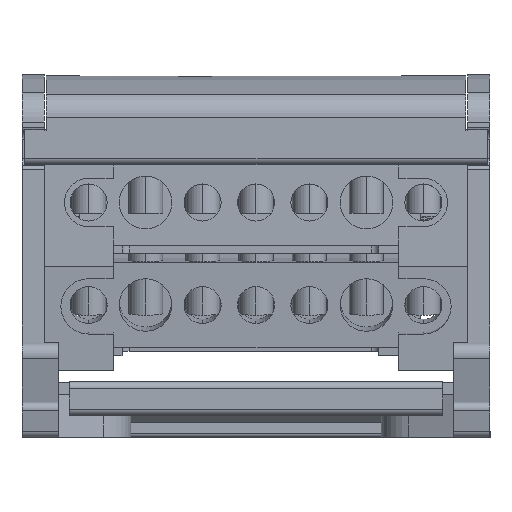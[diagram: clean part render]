
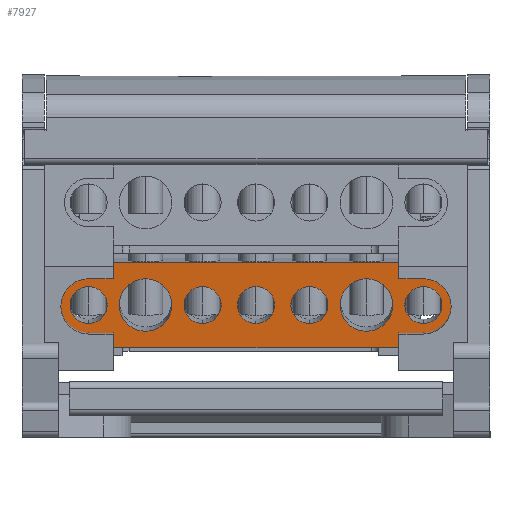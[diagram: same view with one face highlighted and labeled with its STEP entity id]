
A CAD part, left-side view. The second image highlights one B-rep face of the part: STEP entity #7927.
In plain terms, the highlighted planar face has unit normal (-0.996, 0, -0.089).
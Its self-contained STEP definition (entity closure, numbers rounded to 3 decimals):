
#6537=CARTESIAN_POINT('',(-60.305,-48.35,12.592));
#6538=DIRECTION('',(-0.996,0.,-0.089));
#6539=DIRECTION('',(0.089,0.,-0.996));
#6540=AXIS2_PLACEMENT_3D('',#6537,#6538,#6539);
#6545=CARTESIAN_POINT('',(-60.305,-48.35,12.592));
#6546=DIRECTION('',(-0.996,0.,-0.089));
#6547=DIRECTION('',(-0.089,0.,0.996));
#6548=AXIS2_PLACEMENT_3D('',#6545,#6546,#6547);
#6553=CARTESIAN_POINT('',(-60.305,-40.35,12.592));
#6554=DIRECTION('',(-0.996,0.,-0.089));
#6555=DIRECTION('',(0.089,0.,-0.996));
#6556=AXIS2_PLACEMENT_3D('',#6553,#6554,#6555);
#6561=CARTESIAN_POINT('',(-60.305,-40.35,12.592));
#6562=DIRECTION('',(-0.996,0.,-0.089));
#6563=DIRECTION('',(-0.089,0.,0.996));
#6564=AXIS2_PLACEMENT_3D('',#6561,#6562,#6563);
#6569=CARTESIAN_POINT('',(-60.305,-32.85,12.592));
#6570=DIRECTION('',(-0.996,0.,-0.089));
#6571=DIRECTION('',(0.089,0.,-0.996));
#6572=AXIS2_PLACEMENT_3D('',#6569,#6570,#6571);
#6577=CARTESIAN_POINT('',(-60.305,-32.85,12.592));
#6578=DIRECTION('',(-0.996,0.,-0.089));
#6579=DIRECTION('',(-0.089,0.,0.996));
#6580=AXIS2_PLACEMENT_3D('',#6577,#6578,#6579);
#6585=CARTESIAN_POINT('',(-60.305,-25.35,12.592));
#6586=DIRECTION('',(-0.996,0.,-0.089));
#6587=DIRECTION('',(0.089,0.,-0.996));
#6588=AXIS2_PLACEMENT_3D('',#6585,#6586,#6587);
#6593=CARTESIAN_POINT('',(-60.305,-25.35,12.592));
#6594=DIRECTION('',(-0.996,0.,-0.089));
#6595=DIRECTION('',(-0.089,0.,0.996));
#6596=AXIS2_PLACEMENT_3D('',#6593,#6594,#6595);
#6601=CARTESIAN_POINT('',(-60.305,-17.35,12.592));
#6602=DIRECTION('',(-0.996,0.,-0.089));
#6603=DIRECTION('',(0.089,0.,-0.996));
#6604=AXIS2_PLACEMENT_3D('',#6601,#6602,#6603);
#6609=CARTESIAN_POINT('',(-60.305,-17.35,12.592));
#6610=DIRECTION('',(-0.996,0.,-0.089));
#6611=DIRECTION('',(-0.089,0.,0.996));
#6612=AXIS2_PLACEMENT_3D('',#6609,#6610,#6611);
#6617=CARTESIAN_POINT('',(-60.305,-9.35,12.592));
#6618=DIRECTION('',(-0.996,0.,-0.089));
#6619=DIRECTION('',(0.089,0.,-0.996));
#6620=AXIS2_PLACEMENT_3D('',#6617,#6618,#6619);
#6625=CARTESIAN_POINT('',(-60.305,-9.35,12.592));
#6626=DIRECTION('',(-0.996,0.,-0.089));
#6627=DIRECTION('',(-0.089,0.,0.996));
#6628=AXIS2_PLACEMENT_3D('',#6625,#6626,#6627);
#6633=CARTESIAN_POINT('',(-60.305,-56.35,12.592));
#6634=DIRECTION('',(-0.996,0.,-0.089));
#6635=DIRECTION('',(0.089,0.,-0.996));
#6636=AXIS2_PLACEMENT_3D('',#6633,#6634,#6635);
#6641=CARTESIAN_POINT('',(-60.305,-56.35,12.592));
#6642=DIRECTION('',(-0.996,0.,-0.089));
#6643=DIRECTION('',(-0.089,0.,0.996));
#6644=AXIS2_PLACEMENT_3D('',#6641,#6642,#6643);
#6649=DIRECTION('',(0.,1.,0.));
#6650=VECTOR('',#6649,59.);
#6651=CARTESIAN_POINT('',(-60.84,-62.35,18.568));
#6652=LINE('',#6651,#6650);
#6775=DIRECTION('',(0.089,0.,-0.996));
#6776=VECTOR('',#6775,12.);
#6777=CARTESIAN_POINT('',(-60.84,-3.35,18.568));
#6778=LINE('',#6777,#6776);
#6789=DIRECTION('',(0.,-1.,0.));
#6790=VECTOR('',#6789,59.);
#6791=CARTESIAN_POINT('',(-59.771,-3.35,6.616));
#6792=LINE('',#6791,#6790);
#6803=DIRECTION('',(-0.089,0.,0.996));
#6804=VECTOR('',#6803,12.);
#6805=CARTESIAN_POINT('',(-59.771,-62.35,6.616));
#6806=LINE('',#6805,#6804);
#7756=CARTESIAN_POINT('',(-60.84,-62.35,18.568));
#7757=CARTESIAN_POINT('',(-60.84,-3.35,18.568));
#7758=VERTEX_POINT('',#7756);
#7759=VERTEX_POINT('',#7757);
#7760=CARTESIAN_POINT('',(-59.771,-62.35,6.616));
#7761=VERTEX_POINT('',#7760);
#7762=CARTESIAN_POINT('',(-59.771,-3.35,6.616));
#7763=VERTEX_POINT('',#7762);
#7764=CARTESIAN_POINT('',(-59.976,-48.35,8.907));
#7765=CARTESIAN_POINT('',(-60.635,-48.35,16.277));
#7766=VERTEX_POINT('',#7764);
#7767=VERTEX_POINT('',#7765);
#7768=CARTESIAN_POINT('',(-60.074,-40.35,10.002));
#7769=CARTESIAN_POINT('',(-60.537,-40.35,15.182));
#7770=VERTEX_POINT('',#7768);
#7771=VERTEX_POINT('',#7769);
#7772=CARTESIAN_POINT('',(-60.074,-32.85,10.002));
#7773=CARTESIAN_POINT('',(-60.537,-32.85,15.182));
#7774=VERTEX_POINT('',#7772);
#7775=VERTEX_POINT('',#7773);
#7776=CARTESIAN_POINT('',(-60.074,-25.35,10.002));
#7777=CARTESIAN_POINT('',(-60.537,-25.35,15.182));
#7778=VERTEX_POINT('',#7776);
#7779=VERTEX_POINT('',#7777);
#7780=CARTESIAN_POINT('',(-59.976,-17.35,8.907));
#7781=CARTESIAN_POINT('',(-60.635,-17.35,16.277));
#7782=VERTEX_POINT('',#7780);
#7783=VERTEX_POINT('',#7781);
#7784=CARTESIAN_POINT('',(-60.074,-9.35,10.002));
#7785=CARTESIAN_POINT('',(-60.537,-9.35,15.182));
#7786=VERTEX_POINT('',#7784);
#7787=VERTEX_POINT('',#7785);
#7788=CARTESIAN_POINT('',(-60.074,-56.35,10.002));
#7789=CARTESIAN_POINT('',(-60.537,-56.35,15.182));
#7790=VERTEX_POINT('',#7788);
#7791=VERTEX_POINT('',#7789);
#7870=CARTESIAN_POINT('',(-58.709,0.,-5.25));
#7871=DIRECTION('',(-0.996,0.,-0.089));
#7872=DIRECTION('',(-0.089,0.,0.996));
#7873=AXIS2_PLACEMENT_3D('',#7870,#7871,#7872);
#7874=PLANE('',#7873);
#7876=ORIENTED_EDGE('',*,*,#7875,.F.);
#7878=ORIENTED_EDGE('',*,*,#7877,.F.);
#7880=ORIENTED_EDGE('',*,*,#7879,.F.);
#7882=ORIENTED_EDGE('',*,*,#7881,.F.);
#7883=EDGE_LOOP('',(#7876,#7878,#7880,#7882));
#7884=FACE_OUTER_BOUND('',#7883,.F.);
#7886=ORIENTED_EDGE('',*,*,#7885,.T.);
#7888=ORIENTED_EDGE('',*,*,#7887,.T.);
#7889=EDGE_LOOP('',(#7886,#7888));
#7890=FACE_BOUND('',#7889,.F.);
#7892=ORIENTED_EDGE('',*,*,#7891,.T.);
#7894=ORIENTED_EDGE('',*,*,#7893,.T.);
#7895=EDGE_LOOP('',(#7892,#7894));
#7896=FACE_BOUND('',#7895,.F.);
#7898=ORIENTED_EDGE('',*,*,#7897,.T.);
#7900=ORIENTED_EDGE('',*,*,#7899,.T.);
#7901=EDGE_LOOP('',(#7898,#7900));
#7902=FACE_BOUND('',#7901,.F.);
#7904=ORIENTED_EDGE('',*,*,#7903,.T.);
#7906=ORIENTED_EDGE('',*,*,#7905,.T.);
#7907=EDGE_LOOP('',(#7904,#7906));
#7908=FACE_BOUND('',#7907,.F.);
#7910=ORIENTED_EDGE('',*,*,#7909,.T.);
#7912=ORIENTED_EDGE('',*,*,#7911,.T.);
#7913=EDGE_LOOP('',(#7910,#7912));
#7914=FACE_BOUND('',#7913,.F.);
#7916=ORIENTED_EDGE('',*,*,#7915,.T.);
#7918=ORIENTED_EDGE('',*,*,#7917,.T.);
#7919=EDGE_LOOP('',(#7916,#7918));
#7920=FACE_BOUND('',#7919,.F.);
#7922=ORIENTED_EDGE('',*,*,#7921,.T.);
#7924=ORIENTED_EDGE('',*,*,#7923,.T.);
#7925=EDGE_LOOP('',(#7922,#7924));
#7926=FACE_BOUND('',#7925,.F.);
#6541=CIRCLE('',#6540,3.7);
#6549=CIRCLE('',#6548,3.7);
#6557=CIRCLE('',#6556,2.6);
#6565=CIRCLE('',#6564,2.6);
#6573=CIRCLE('',#6572,2.6);
#6581=CIRCLE('',#6580,2.6);
#6589=CIRCLE('',#6588,2.6);
#6597=CIRCLE('',#6596,2.6);
#6605=CIRCLE('',#6604,3.7);
#6613=CIRCLE('',#6612,3.7);
#6621=CIRCLE('',#6620,2.6);
#6629=CIRCLE('',#6628,2.6);
#6637=CIRCLE('',#6636,2.6);
#6645=CIRCLE('',#6644,2.6);
#7875=EDGE_CURVE('',#7758,#7759,#6652,.T.);
#7877=EDGE_CURVE('',#7761,#7758,#6806,.T.);
#7879=EDGE_CURVE('',#7763,#7761,#6792,.T.);
#7881=EDGE_CURVE('',#7759,#7763,#6778,.T.);
#7885=EDGE_CURVE('',#7766,#7767,#6541,.T.);
#7887=EDGE_CURVE('',#7767,#7766,#6549,.T.);
#7891=EDGE_CURVE('',#7770,#7771,#6557,.T.);
#7893=EDGE_CURVE('',#7771,#7770,#6565,.T.);
#7897=EDGE_CURVE('',#7774,#7775,#6573,.T.);
#7899=EDGE_CURVE('',#7775,#7774,#6581,.T.);
#7903=EDGE_CURVE('',#7778,#7779,#6589,.T.);
#7905=EDGE_CURVE('',#7779,#7778,#6597,.T.);
#7909=EDGE_CURVE('',#7782,#7783,#6605,.T.);
#7911=EDGE_CURVE('',#7783,#7782,#6613,.T.);
#7915=EDGE_CURVE('',#7786,#7787,#6621,.T.);
#7917=EDGE_CURVE('',#7787,#7786,#6629,.T.);
#7921=EDGE_CURVE('',#7790,#7791,#6637,.T.);
#7923=EDGE_CURVE('',#7791,#7790,#6645,.T.);
#7927=ADVANCED_FACE('',(#7884,#7890,#7896,#7902,#7908,#7914,#7920,#7926),#7874,
.T.);
